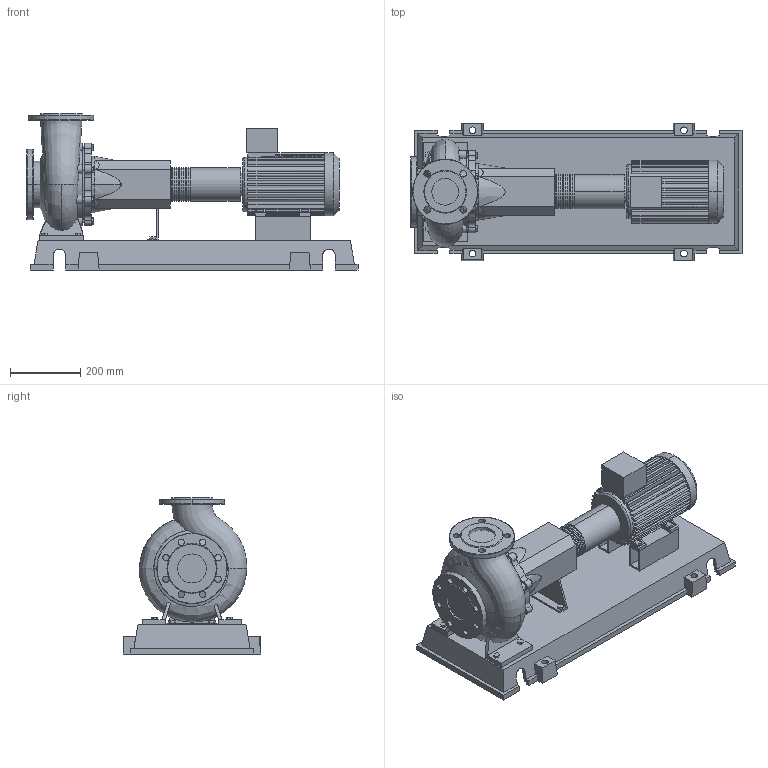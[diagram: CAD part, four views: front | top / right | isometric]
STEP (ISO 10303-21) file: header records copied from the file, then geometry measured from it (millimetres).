
FILE_DESCRIPTION((''),'2;1');
FILE_NAME('3d_NL65_160-1.5-4-12-4109153.stp','2015-03-03T07:19:39',(''),(''),'Mechanical Desktop 2009','Mechanical Desktop 2009',', , ');
FILE_SCHEMA(('CONFIG_CONTROL_DESIGN'));
Length unit declared in the file: millimetre
Products named in the file (1): Product
Bounding box: 942.5 x 390 x 443 mm (x, y, z)
Volume: 27244928.9 mm3; surface area: 2315953.4 mm2
Topology: 13 solids, 13 shells, 836 faces, 2241 edges, 1473 vertices
Faces by surface type: plane 438, cylinder 201, bspline 177, cone 10, torus 10
Entity records: 31081 total; most frequent: CARTESIAN_POINT 10124, ORIENTED_EDGE 4484, DIRECTION 4133, EDGE_CURVE 2242, VERTEX_POINT 1472, VECTOR 1443, LINE 1443, AXIS2_PLACEMENT_3D 1345
